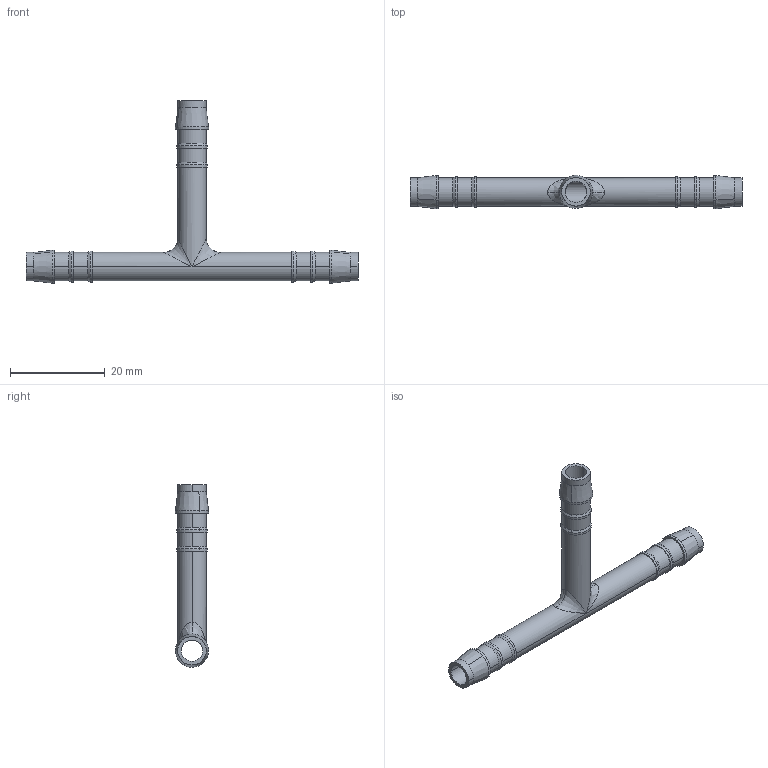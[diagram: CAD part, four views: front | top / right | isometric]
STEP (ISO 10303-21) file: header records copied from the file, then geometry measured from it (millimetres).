
FILE_DESCRIPTION(('CATIA V5 STEP Exchange'),'2;1');
FILE_NAME('T_splitter.stp','2023-08-03T13:03:17+00:00',('none'),('none'),'CATIA Version 5 Release 20 GA (IN-10)','CATIA V5 STEP AP203','none');
FILE_SCHEMA(('CONFIG_CONTROL_DESIGN'));
Length unit declared in the file: millimetre
Products named in the file (1): T_splitter
Bounding box: 70 x 7 x 38.5 mm (x, y, z)
Volume: 1354.4 mm3; surface area: 3483 mm2
Topology: 1 solids, 1 shells, 84 faces, 216 edges, 134 vertices
Faces by surface type: cylinder 46, cone 18, plane 12, bspline 8
Entity records: 3663 total; most frequent: CARTESIAN_POINT 1866, ORIENTED_EDGE 416, DIRECTION 250, EDGE_CURVE 208, AXIS2_PLACEMENT_3D 152, VERTEX_POINT 134, CIRCLE 120, EDGE_LOOP 96
